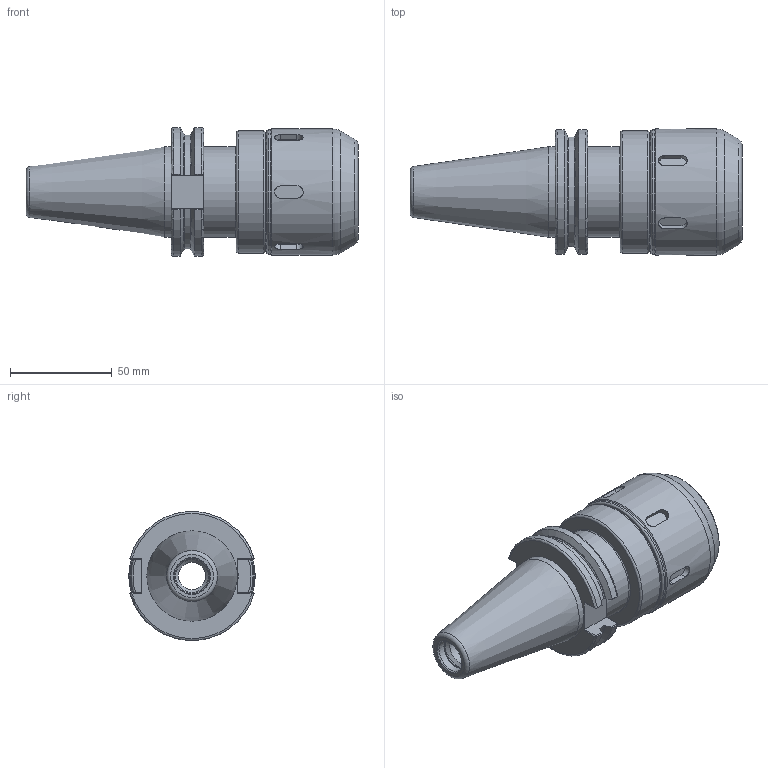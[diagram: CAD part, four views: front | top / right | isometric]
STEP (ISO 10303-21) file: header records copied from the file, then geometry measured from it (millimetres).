
FILE_DESCRIPTION(/* description */ (''),/* implementation_level */ '2;1');
FILE_NAME(/* name */ 'CAT40-MC100-0374.stp',/* time_stamp */ '2019-07-09T11:09:17-05:00',/* author */ ('ldfli'),/* organization */ ('Pioneer N.A.'),/* preprocessor_version */ 'ST-DEVELOPER v18',/* originating_system */ 'Autodesk Inventor LT',/* authorisation */ '');
FILE_SCHEMA (('AUTOMOTIVE_DESIGN { 1 0 10303 214 3 1 1 }'));
Length unit declared in the file: millimetre
Products named in the file (1): CAT40-MC100-0374
Bounding box: 163.26 x 62 x 63.31 mm (x, y, z)
Volume: 252856.3 mm3; surface area: 49709.7 mm2
Topology: 2 solids, 2 shells, 217 faces, 623 edges, 426 vertices
Faces by surface type: plane 77, cylinder 58, torus 38, cone 24, bspline 20
Full cylindrical faces by diameter (mm): 10 x1, 13.386 x1, 13.835 x1, 16.28 x1, 16.68 x1, 26 x1, 31 x1, 44.45 x2, 48 x2, 54 x2, 60 x1, 61 x1, 62 x1
Entity records: 8779 total; most frequent: CARTESIAN_POINT 3144, ORIENTED_EDGE 1244, DIRECTION 1117, EDGE_CURVE 622, AXIS2_PLACEMENT_3D 432, VERTEX_POINT 426, LINE 253, VECTOR 253
